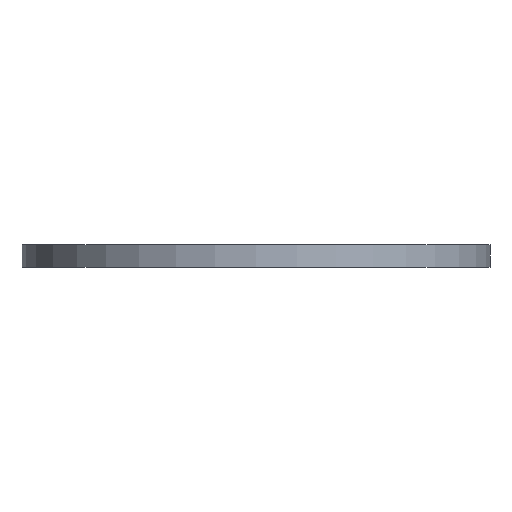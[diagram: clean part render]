
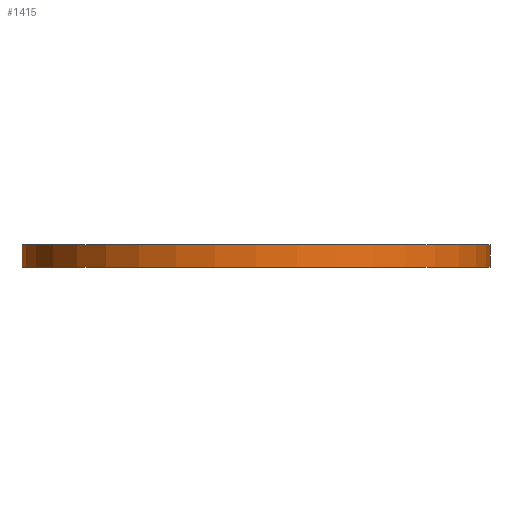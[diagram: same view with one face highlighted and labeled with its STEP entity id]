
A CAD part, front view. The second image highlights one B-rep face of the part: STEP entity #1415.
In plain terms, the highlighted cylindrical face has radius 50.165 mm (diameter 100.33 mm), a full revolution.
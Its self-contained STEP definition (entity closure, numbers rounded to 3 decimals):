
#79=FACE_OUTER_BOUND('',#148,.T.);
#148=EDGE_LOOP('',(#921,#922,#923,#924));
#251=LINE('',#2126,#366);
#366=VECTOR('',#1703,50.165);
#486=CIRCLE('',#1513,50.165);
#487=CIRCLE('',#1514,50.165);
#576=VERTEX_POINT('',#2123);
#577=VERTEX_POINT('',#2125);
#715=EDGE_CURVE('',#576,#576,#486,.T.);
#716=EDGE_CURVE('',#576,#577,#251,.T.);
#717=EDGE_CURVE('',#577,#577,#487,.T.);
#921=ORIENTED_EDGE('',*,*,#715,.T.);
#922=ORIENTED_EDGE('',*,*,#716,.T.);
#923=ORIENTED_EDGE('',*,*,#717,.F.);
#924=ORIENTED_EDGE('',*,*,#716,.F.);
#1302=CYLINDRICAL_SURFACE('',#1512,50.165);
#1415=ADVANCED_FACE('',(#79),#1302,.T.);
#1512=AXIS2_PLACEMENT_3D('',#2122,#1699,#1700);
#1513=AXIS2_PLACEMENT_3D('',#2124,#1701,#1702);
#1514=AXIS2_PLACEMENT_3D('',#2127,#1704,#1705);
#1699=DIRECTION('center_axis',(0.,0.,
-1.));
#1700=DIRECTION('ref_axis',(1.,0.,0.));
#1701=DIRECTION('center_axis',(0.,0.,
1.));
#1702=DIRECTION('ref_axis',(-1.,0.,0.));
#1703=DIRECTION('',(0.,0.,1.));
#1704=DIRECTION('center_axis',(0.,0.,
1.));
#1705=DIRECTION('ref_axis',(-1.,0.,0.));
#2122=CARTESIAN_POINT('Origin',(197.879,73.973,303.411));
#2123=CARTESIAN_POINT('',(147.714,73.973,298.648));
#2124=CARTESIAN_POINT('Origin',(197.879,73.973,298.648));
#2125=CARTESIAN_POINT('',(147.714,73.973,303.411));
#2126=CARTESIAN_POINT('',(147.714,73.973,303.411));
#2127=CARTESIAN_POINT('Origin',(197.879,73.973,303.411));
